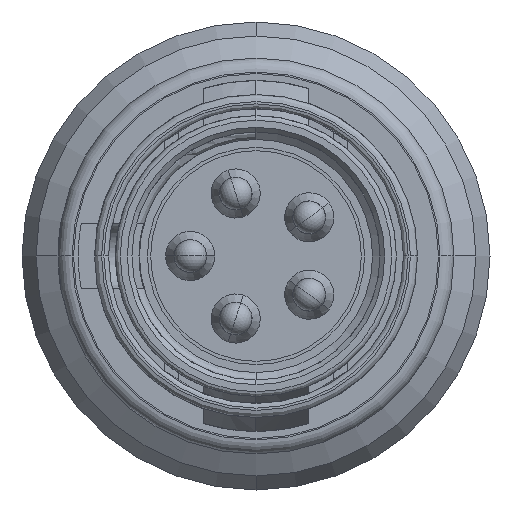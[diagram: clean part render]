
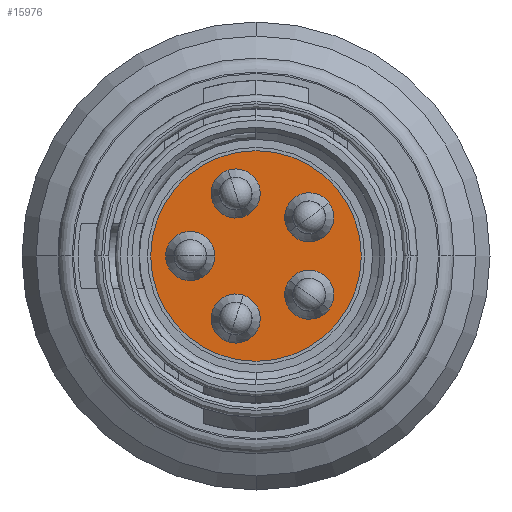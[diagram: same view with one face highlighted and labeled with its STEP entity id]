
A CAD part, left-side view. The second image highlights one B-rep face of the part: STEP entity #15976.
In plain terms, the highlighted face is planar.
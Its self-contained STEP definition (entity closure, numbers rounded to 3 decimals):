
#11812 = CIRCLE ( 'NONE', #43284, 2.25 ) ;
#11880 = DIRECTION ( 'NONE',  ( 0., -1., 0. ) ) ;
#15976 = ADVANCED_FACE ( 'NONE', ( #18140 ), #18072, .T. ) ;
#18072 = PLANE ( 'NONE',  #86058 ) ;
#18140 = FACE_OUTER_BOUND ( 'NONE', #60711, .T. ) ;
#22767 = CARTESIAN_POINT ( 'NONE',  ( 0., 0., -2.25 ) ) ;
#23590 = ORIENTED_EDGE ( 'NONE', *, *, #41872, .T. ) ;
#27696 = CARTESIAN_POINT ( 'NONE',  ( 0., 0., 0. ) ) ;
#28847 = AXIS2_PLACEMENT_3D ( 'NONE', #39968, #11880, #32766 ) ;
#32050 = DIRECTION ( 'NONE',  ( 0., -1., 0. ) ) ;
#32766 = DIRECTION ( 'NONE',  ( 0., 0., -1. ) ) ;
#35365 = CARTESIAN_POINT ( 'NONE',  ( 0., 0., 2.25 ) ) ;
#35539 = DIRECTION ( 'NONE',  ( 0., 0., -1. ) ) ;
#39968 = CARTESIAN_POINT ( 'NONE',  ( 0., 0., 0. ) ) ;
#41872 = EDGE_CURVE ( 'NONE', #50157, #81099, #11812, .T. ) ;
#43284 = AXIS2_PLACEMENT_3D ( 'NONE', #27696, #55865, #35539 ) ;
#49793 = CIRCLE ( 'NONE', #28847, 2.25 ) ;
#50157 = VERTEX_POINT ( 'NONE', #22767 ) ;
#53611 = DIRECTION ( 'NONE',  ( 0., 0., -1. ) ) ;
#55865 = DIRECTION ( 'NONE',  ( 0., -1., 0. ) ) ;
#57848 = EDGE_CURVE ( 'NONE', #81099, #50157, #49793, .T. ) ;
#60711 = EDGE_LOOP ( 'NONE', ( #23590, #76934 ) ) ;
#67758 = CARTESIAN_POINT ( 'NONE',  ( 0., 0., 0. ) ) ;
#76934 = ORIENTED_EDGE ( 'NONE', *, *, #57848, .T. ) ;
#81099 = VERTEX_POINT ( 'NONE', #35365 ) ;
#86058 = AXIS2_PLACEMENT_3D ( 'NONE', #67758, #32050, #53611 ) ;
